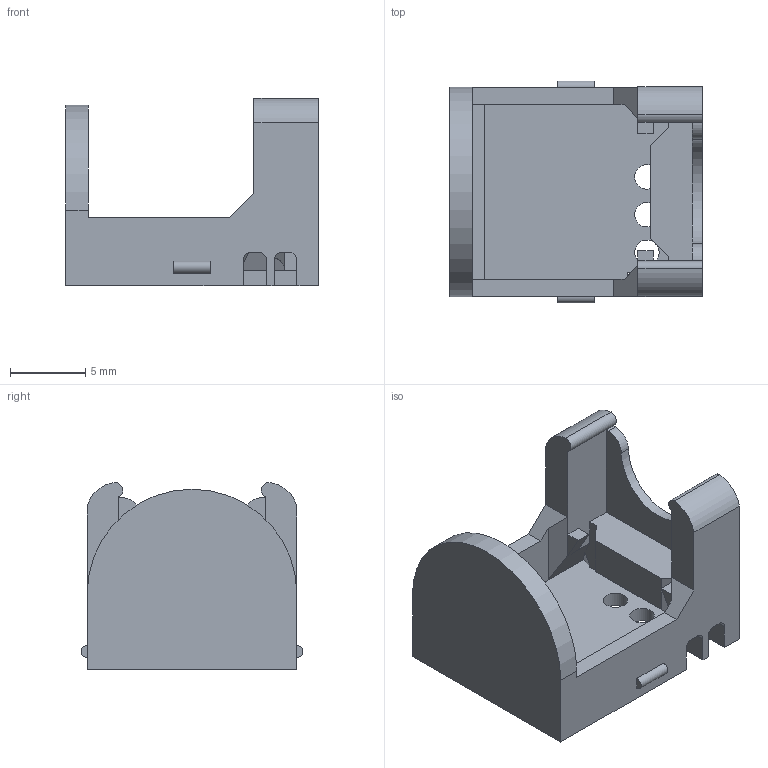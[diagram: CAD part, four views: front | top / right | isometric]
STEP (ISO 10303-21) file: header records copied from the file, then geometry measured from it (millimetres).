
FILE_DESCRIPTION(('STEP AP214'),'1');
FILE_NAME('encoder_no_switch.stp','2025-08-15T01:57:56',(' '),(' '),'Spatial InterOp 3D',' ',' ');
FILE_SCHEMA(('AUTOMOTIVE_DESIGN { 1 0 10303 214 1 1 1 1 }'));
Length unit declared in the file: metre
Products named in the file (3): Finished; Without switch; encoder_no_switch
Assembly tree (2 placements, depth 3):
  encoder_no_switch
    Finished
      Without switch
Bounding box: 16.75 x 14.7 x 12.4 mm (x, y, z)
Volume: 831.5 mm3; surface area: 1404.5 mm2
Topology: 1 solids, 1 shells, 76 faces, 213 edges, 138 vertices
Faces by surface type: plane 57, cylinder 19
Full cylindrical faces by diameter (mm): 1.626 x3, 3.15 x1
Entity records: 3110 total; most frequent: CARTESIAN_POINT 427, ORIENTED_EDGE 418, DIRECTION 410, EDGE_CURVE 209, LINE 168, VECTOR 168, VERTEX_POINT 138, AXIS2_PLACEMENT_3D 121
